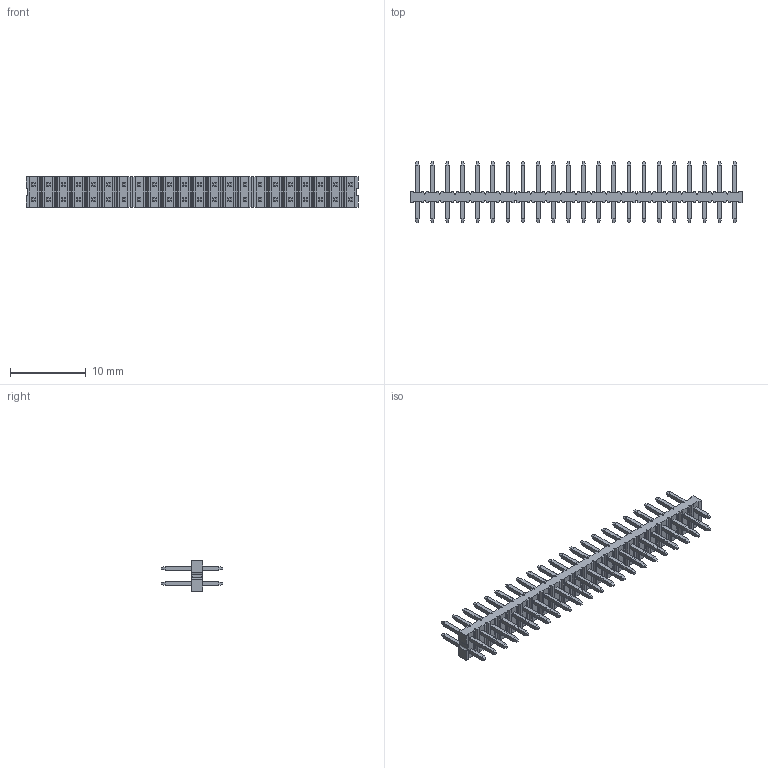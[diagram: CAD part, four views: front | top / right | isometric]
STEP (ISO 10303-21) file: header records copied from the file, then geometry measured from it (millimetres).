
FILE_DESCRIPTION((''),'2;1');
FILE_NAME('877584416','2018-12-12T',('gga'),(''),'PRO/ENGINEER BY PARAMETRIC TECHNOLOGY CORPORATION, 2016010','PRO/ENGINEER BY PARAMETRIC TECHNOLOGY CORPORATION, 2016010','');
FILE_SCHEMA(('CONFIG_CONTROL_DESIGN'));
Length unit declared in the file: millimetre
Products named in the file (1): 877584416
Bounding box: 43.9 x 8.1 x 4 mm (x, y, z)
Volume: 292.7 mm3; surface area: 1161.6 mm2
Topology: 1 solids, 1 shells, 1150 faces, 2916 edges, 1856 vertices
Faces by surface type: plane 1104, cylinder 46
Entity records: 33515 total; most frequent: CARTESIAN_POINT 5835, ORIENTED_EDGE 5656, DIRECTION 5398, EDGE_CURVE 2828, VECTOR 2736, LINE 2736, VERTEX_POINT 1768, AXIS2_PLACEMENT_3D 1331
